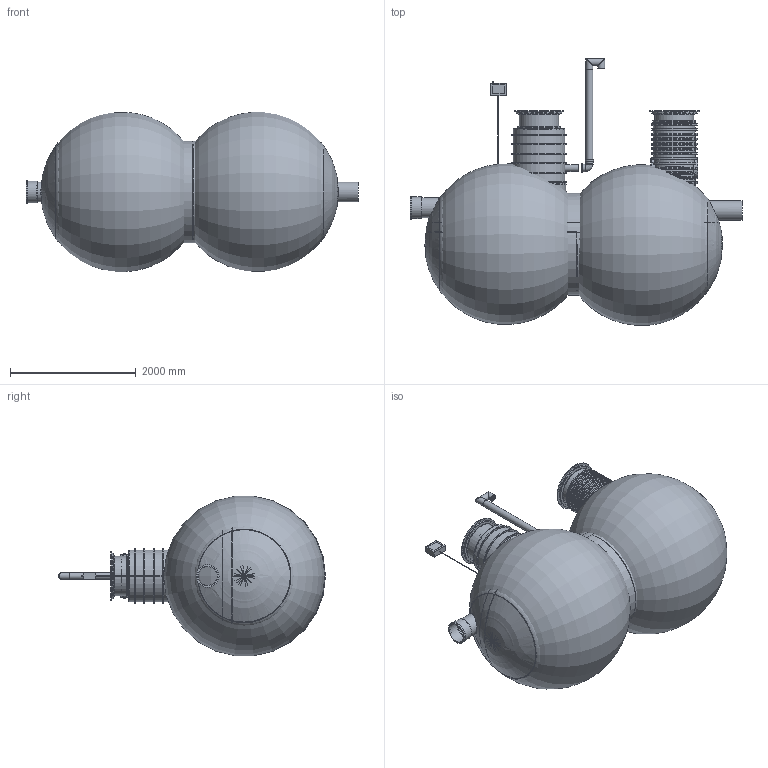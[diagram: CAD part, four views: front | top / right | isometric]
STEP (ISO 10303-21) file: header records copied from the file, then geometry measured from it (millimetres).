
FILE_DESCRIPTION(/* description */ ('Unknown'),/* implementation_level */ '2;1');
FILE_NAME(/* name */ 'EQ BP 1.klassi õlieraldaja NS30_90',/* time_stamp */ '2023-04-13T14:03:30+03:00',/* author */ ('Unknown'),/* organization */ ('Unknown'),/* preprocessor_version */ 'ST-DEVELOPER v18.1',/* originating_system */ 'Solid Edge',/* authorisation */ 'Unknown');
FILE_SCHEMA (('TECHNICAL_DATA_PACKAGING','AUTOMOTIVE_DESIGN {1 0 10303 214 3 1 1}'));
Length unit declared in the file: millimetre
Products named in the file (53): EQ BP eraldaja NS30_90; Kestakoost_NS30_90 29.03.23; SilinderD1600_NS30_90 29.03.23; Ots1_D1600_2515.113; Ots2 D1600_19674_oa_0; PVC_polv_315; Sisendtoru_2515.106; Valjundtoru_2515.109; VaheseinD1600_2641.114; 2515.118 vahesein3; PVC Kaksikmuhv d315; 2654.119 möödavoolutoru; D665 KP silinder 26.04.19; D800 KP silinder 9.12.19; 2654.200 filtrikastikoost; 2654.115_vahesein2; 2641.201; 2641.202; 2641.203; Raam kahele filtriplokile 2631.000_var2; 2631.001_var2; 2631.002_var2; Polt_M6x20HK; Mutter M6 a2_NY; Filter HD Q-PAC; 2641.204; liivamaht NS30_D1600 2515.001; 2697.001 tihend teeninduskaevule 670_var2; olimaht NS30_D1600 2515.002; 2693.001_var3; 2703.001; RoundTubing 63x4.7_oa_1; RoundTubing 110x6.6_oa_2; PE_vent_malm_L=1500; PVC_polv_110; PE venttoru DN100 L=1500; Rotoventiots; elektrikarp loikefotole; Tihend teeninduskaevule 800; Olieraldustoru_koost ...
Assembly tree (72 placements, depth 5):
  EQ BP eraldaja NS30_90
    Kestakoost_NS30_90 29.03.23
      SilinderD1600_NS30_90 29.03.23
      Ots1_D1600_2515.113
      Ots2 D1600_19674_oa_0
      PVC_polv_315  x2
      Sisendtoru_2515.106
      Valjundtoru_2515.109
      VaheseinD1600_2641.114
      2515.118 vahesein3
      PVC Kaksikmuhv d315  x2
      2654.119 möödavoolutoru
      D665 KP silinder 26.04.19
      D800 KP silinder 9.12.19
      2654.200 filtrikastikoost
        2654.115_vahesein2
        2641.201
        2641.202  x2
        2641.203  x2
        Raam kahele filtriplokile 2631.000_var2  x8
          2631.001_var2
          2631.002_var2
          Polt_M6x20HK
          Mutter M6 a2_NY
          Filter HD Q-PAC
        2641.204
    liivamaht NS30_D1600 2515.001
    2697.001 tihend teeninduskaevule 670_var2  x3
    olimaht NS30_D1600 2515.002
    2693.001_var3
    2703.001  x2
    RoundTubing 63x4.7_oa_1
    RoundTubing 110x6.6_oa_2
    PE_vent_malm_L=1500
      PVC_polv_110
      PE venttoru DN100 L=1500
      Rotoventiots
    elektrikarp loikefotole
    Tihend teeninduskaevule 800
    Olieraldustoru_koost
      õlieraldustoru
      keermelattM8_
      Mutter M8RVNY  x2
      Seib 8 RV  x2
    Malmluuk_D600_(Ginmika)  x2
      Malmluugi_korpus_D600_(Ginmika)
      Malmluugi_kaan_D600_(Ginmika)
    D800 uus rotost teeninduskaev_lisaga 20.02.23
    efektiivne maht NS30_D1600_2515.004
    RoundTubing 25x2.3_oa_3
    Ujuk_oa_4
    Ujuk_oa_5
    Ujuk_oa_6
Bounding box: 5275 x 4238.26 x 2531.07 mm (x, y, z)
Volume: 28324704677.5 mm3; surface area: 214018102.4 mm2
Topology: 120 solids, 121 shells, 2270 faces, 5189 edges, 3273 vertices
Faces by surface type: plane 1433, cylinder 591, torus 165, cone 51, bspline 23, sphere 7
Full cylindrical faces by diameter (mm): 4.917 x16, 6 x18, 6.8 x2, 7 x32, 8 x25, 8.4 x2, 8.5 x3, 9 x4, 10 x56, 16 x2, 20 x1, 20.4 x1, 25 x1, 53.6 x1, 63 x1, 96.8 x1, 100 x2, 103.2 x3, 105 x1, 110 x9, 120 x2, 130 x2, 190 x1, 190.4 x1, 200 x2, 250 x1, 302.6 x2, 303 x1, 305 x6, 315 x18
Entity records: 29032 total; most frequent: CARTESIAN_POINT 8138, DIRECTION 4128, ORIENTED_EDGE 3350, AXIS2_PLACEMENT_3D 1759, EDGE_CURVE 1675, FACE_BOUND 1503, EDGE_LOOP 1501, VERTEX_POINT 1256
